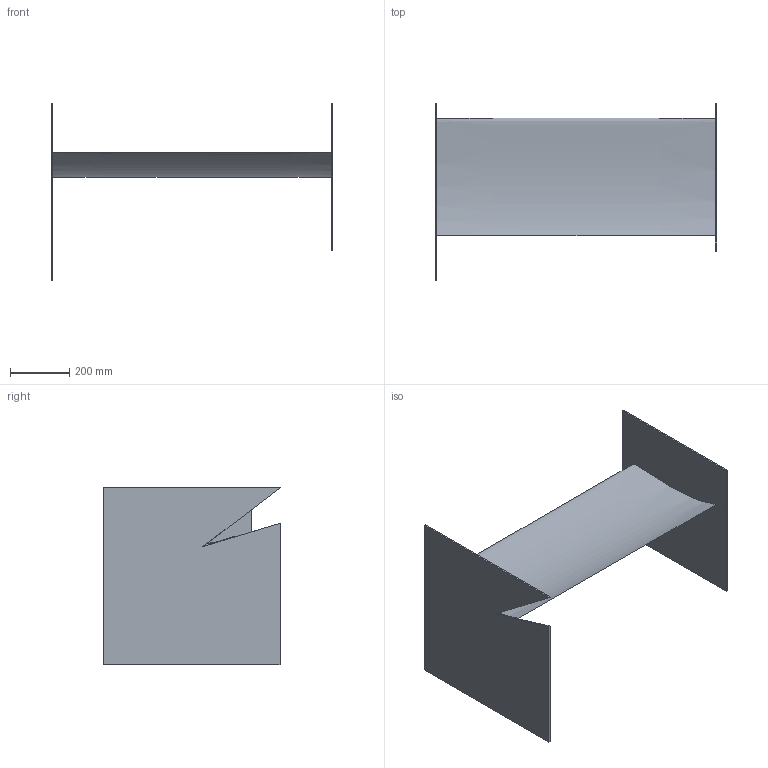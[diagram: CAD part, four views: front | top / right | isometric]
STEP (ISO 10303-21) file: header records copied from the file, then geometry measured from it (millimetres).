
FILE_DESCRIPTION(('CATIA V5 STEP Exchange'),'2;1');
FILE_NAME('5.stp','2018-11-20T04:36:52+00:00',('none'),('none'),'CATIA Version 5 Release 17 (IN-10)','CATIA V5 STEP AP203','none');
FILE_SCHEMA(('CONFIG_CONTROL_DESIGN'));
Length unit declared in the file: millimetre
Products named in the file (1): Part184
Bounding box: 955 x 600 x 600.96 mm (x, y, z)
Volume: 15650500.2 mm3; surface area: 1975164.4 mm2
Topology: 1 solids, 1 shells, 17 faces, 40 edges, 26 vertices
Faces by surface type: plane 15, bspline 2
Entity records: 2422 total; most frequent: CARTESIAN_POINT 2016, ORIENTED_EDGE 80, DIRECTION 58, EDGE_CURVE 40, VECTOR 32, LINE 32, VERTEX_POINT 26, EDGE_LOOP 18
